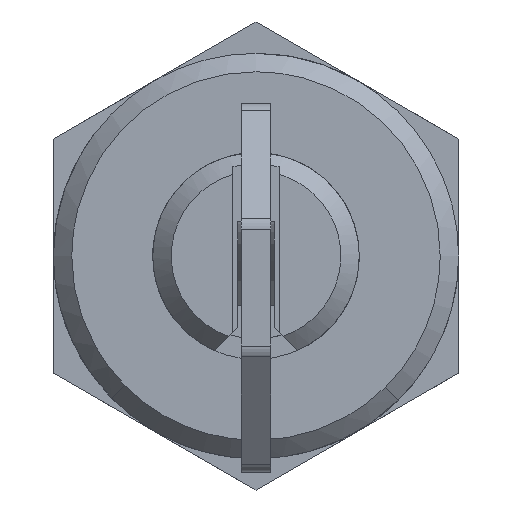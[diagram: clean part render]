
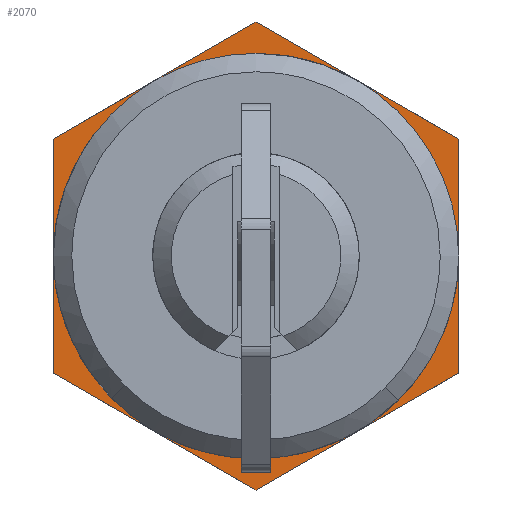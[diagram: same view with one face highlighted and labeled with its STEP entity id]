
A CAD part, front view. The second image highlights one B-rep face of the part: STEP entity #2070.
In plain terms, the highlighted free-form (B-spline) face has degree [1, 1] with [2, 2] control points.
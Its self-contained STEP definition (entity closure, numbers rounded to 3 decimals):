
#1508=CARTESIAN_POINT('',(5.,0.0,9.5));
#1509=VERTEX_POINT('',#1508);
#1510=CARTESIAN_POINT('',(5.,-6.808,6.626));
#1511=VERTEX_POINT('',#1510);
#1512=CARTESIAN_POINT('',(5.,0.0,9.5));
#1513=CARTESIAN_POINT('',(5.,-0.672,9.5));
#1514=CARTESIAN_POINT('',(5.,-1.898,9.369));
#1515=CARTESIAN_POINT('',(5.,-3.68,8.819));
#1516=CARTESIAN_POINT('',(5.,-5.33,7.945));
#1517=CARTESIAN_POINT('',(5.,-6.34,7.107));
#1518=CARTESIAN_POINT('',(5.,-6.808,6.626));
#1519=B_SPLINE_CURVE_WITH_KNOTS('',3,(#1512,#1513,#1514,#1515,#1516,#1517,#1518),.UNSPECIFIED.,.F.,.U.,(4,1,1,1,4),(0.,2.016,3.677,5.574,7.59),.UNSPECIFIED.);
#1520=EDGE_CURVE('',#1509,#1511,#1519,.T.);
#1522=CARTESIAN_POINT('',(5.,9.5,0.));
#1523=VERTEX_POINT('',#1522);
#1524=CARTESIAN_POINT('',(5.,9.5,0.));
#1525=CARTESIAN_POINT('',(5.,9.5,0.622));
#1526=CARTESIAN_POINT('',(5.,9.374,1.904));
#1527=CARTESIAN_POINT('',(5.,8.83,3.658));
#1528=CARTESIAN_POINT('',(5.,7.929,5.344));
#1529=CARTESIAN_POINT('',(5.,6.788,6.734));
#1530=CARTESIAN_POINT('',(5.,5.431,7.847));
#1531=CARTESIAN_POINT('',(5.,3.978,8.683));
#1532=CARTESIAN_POINT('',(5.,2.176,9.327));
#1533=CARTESIAN_POINT('',(5.,0.777,9.5));
#1534=CARTESIAN_POINT('',(5.,0.0,9.5));
#1535=B_SPLINE_CURVE_WITH_KNOTS('',3,(#1524,#1525,#1526,#1527,#1528,#1529,#1530,#1531,#1532,#1533,#1534),.UNSPECIFIED.,.F.,.U.,(4,1,1,1,1,1,1,1,4),(0.,1.865,3.847,5.479,7.578,9.21,10.726,12.591,14.923),.UNSPECIFIED.);
#1536=EDGE_CURVE('',#1523,#1509,#1535,.T.);
#1538=CARTESIAN_POINT('',(5.,0.0,-9.5));
#1539=VERTEX_POINT('',#1538);
#1540=CARTESIAN_POINT('',(5.,0.0,-9.5));
#1541=CARTESIAN_POINT('',(5.,0.622,-9.5));
#1542=CARTESIAN_POINT('',(5.,1.71,-9.393));
#1543=CARTESIAN_POINT('',(5.,3.55,-8.884));
#1544=CARTESIAN_POINT('',(5.,5.19,-8.046));
#1545=CARTESIAN_POINT('',(5.,6.728,-6.783));
#1546=CARTESIAN_POINT('',(5.,7.809,-5.499));
#1547=CARTESIAN_POINT('',(5.,8.605,-4.113));
#1548=CARTESIAN_POINT('',(5.,9.292,-2.331));
#1549=CARTESIAN_POINT('',(5.,9.5,-0.933));
#1550=CARTESIAN_POINT('',(5.,9.5,0.));
#1551=B_SPLINE_CURVE_WITH_KNOTS('',3,(#1540,#1541,#1542,#1543,#1544,#1545,#1546,#1547,#1548,#1549,#1550),.UNSPECIFIED.,.F.,.U.,(4,1,1,1,1,1,1,1,4),(0.,1.865,3.264,5.713,7.345,9.21,10.726,12.125,14.923),.UNSPECIFIED.);
#1552=EDGE_CURVE('',#1539,#1523,#1551,.T.);
#1554=CARTESIAN_POINT('',(5.,-7.004,-6.418));
#1555=VERTEX_POINT('',#1554);
#1556=CARTESIAN_POINT('',(5.,-7.004,-6.418));
#1557=CARTESIAN_POINT('',(5.,-6.339,-7.144));
#1558=CARTESIAN_POINT('',(5.,-5.203,-8.05));
#1559=CARTESIAN_POINT('',(5.,-3.386,-8.921));
#1560=CARTESIAN_POINT('',(5.,-1.805,-9.384));
#1561=CARTESIAN_POINT('',(5.,-0.615,-9.5));
#1562=CARTESIAN_POINT('',(5.,0.0,-9.5));
#1563=B_SPLINE_CURVE_WITH_KNOTS('',3,(#1556,#1557,#1558,#1559,#1560,#1561,#1562),.UNSPECIFIED.,.F.,.U.,(4,1,1,1,4),(0.,2.953,4.307,6.03,7.876),.UNSPECIFIED.);
#1564=EDGE_CURVE('',#1555,#1539,#1563,.T.);
#1651=CARTESIAN_POINT('',(5.,-9.5,0.));
#1652=VERTEX_POINT('',#1651);
#1653=CARTESIAN_POINT('',(5.,-6.808,6.626));
#1654=CARTESIAN_POINT('',(5.,-7.288,6.133));
#1655=CARTESIAN_POINT('',(5.,-7.973,5.255));
#1656=CARTESIAN_POINT('',(5.,-8.71,3.869));
#1657=CARTESIAN_POINT('',(5.,-9.313,2.215));
#1658=CARTESIAN_POINT('',(5.,-9.5,0.878));
#1659=CARTESIAN_POINT('',(5.,-9.5,0.));
#1660=B_SPLINE_CURVE_WITH_KNOTS('',3,(#1653,#1654,#1655,#1656,#1657,#1658,#1659),.UNSPECIFIED.,.F.,.U.,(4,1,1,1,4),(0.,2.062,3.322,4.697,7.332),.UNSPECIFIED.);
#1661=EDGE_CURVE('',#1511,#1652,#1660,.T.);
#1686=CARTESIAN_POINT('',(5.,-9.5,0.));
#1687=CARTESIAN_POINT('',(5.,-9.5,-0.844));
#1688=CARTESIAN_POINT('',(5.,-9.313,-2.239));
#1689=CARTESIAN_POINT('',(5.,-8.497,-4.451));
#1690=CARTESIAN_POINT('',(5.,-7.649,-5.715));
#1691=CARTESIAN_POINT('',(5.,-7.004,-6.418));
#1692=B_SPLINE_CURVE_WITH_KNOTS('',3,(#1686,#1687,#1688,#1689,#1690,#1691),.UNSPECIFIED.,.F.,.U.,(4,1,1,4),(0.,2.532,4.184,7.047),.UNSPECIFIED.);
#1693=EDGE_CURVE('',#1652,#1555,#1692,.T.);
#2013=CARTESIAN_POINT('',(5.,-12.099,13.971));
#2014=CARTESIAN_POINT('',(5.,12.099,13.971));
#2015=CARTESIAN_POINT('',(5.,-12.099,-13.97));
#2016=CARTESIAN_POINT('',(5.,12.099,-13.97));
#2017=B_SPLINE_SURFACE_WITH_KNOTS('',1,1,((#2013,#2015),(#2014,#2016)),.UNSPECIFIED.,.F.,.F.,.U.,(2,2),(2,2),(0.0,24.198),(0.0,27.941),.UNSPECIFIED.);
#2018=CARTESIAN_POINT('',(5.,11.0,-6.351));
#2019=VERTEX_POINT('',#2018);
#2020=CARTESIAN_POINT('',(5.,11.0,6.351));
#2021=VERTEX_POINT('',#2020);
#2022=CARTESIAN_POINT('',(5.,11.0,-6.351));
#2023=CARTESIAN_POINT('',(5.,11.0,6.351));
#2024=QUASI_UNIFORM_CURVE('',1,(#2022,#2023),.UNSPECIFIED.,.F.,.U.);
#2025=EDGE_CURVE('',#2019,#2021,#2024,.T.);
#2026=ORIENTED_EDGE('',*,*,#2025,.F.);
#2027=CARTESIAN_POINT('',(5.,0.0,-12.701));
#2028=VERTEX_POINT('',#2027);
#2029=CARTESIAN_POINT('',(5.,0.0,-12.701));
#2030=CARTESIAN_POINT('',(5.,11.0,-6.351));
#2031=QUASI_UNIFORM_CURVE('',1,(#2029,#2030),.UNSPECIFIED.,.F.,.U.);
#2032=EDGE_CURVE('',#2028,#2019,#2031,.T.);
#2033=ORIENTED_EDGE('',*,*,#2032,.F.);
#2034=CARTESIAN_POINT('',(5.,-11.0,-6.351));
#2035=VERTEX_POINT('',#2034);
#2036=CARTESIAN_POINT('',(5.,-11.0,-6.351));
#2037=CARTESIAN_POINT('',(5.,0.0,-12.701));
#2038=QUASI_UNIFORM_CURVE('',1,(#2036,#2037),.UNSPECIFIED.,.F.,.U.);
#2039=EDGE_CURVE('',#2035,#2028,#2038,.T.);
#2040=ORIENTED_EDGE('',*,*,#2039,.F.);
#2041=CARTESIAN_POINT('',(5.,-11.0,6.351));
#2042=VERTEX_POINT('',#2041);
#2043=CARTESIAN_POINT('',(5.,-11.0,6.351));
#2044=CARTESIAN_POINT('',(5.,-11.0,-6.351));
#2045=QUASI_UNIFORM_CURVE('',1,(#2043,#2044),.UNSPECIFIED.,.F.,.U.);
#2046=EDGE_CURVE('',#2042,#2035,#2045,.T.);
#2047=ORIENTED_EDGE('',*,*,#2046,.F.);
#2048=CARTESIAN_POINT('',(5.,0.0,12.702));
#2049=VERTEX_POINT('',#2048);
#2050=CARTESIAN_POINT('',(5.,0.0,12.702));
#2051=CARTESIAN_POINT('',(5.,-11.0,6.351));
#2052=QUASI_UNIFORM_CURVE('',1,(#2050,#2051),.UNSPECIFIED.,.F.,.U.);
#2053=EDGE_CURVE('',#2049,#2042,#2052,.T.);
#2054=ORIENTED_EDGE('',*,*,#2053,.F.);
#2055=CARTESIAN_POINT('',(5.,11.0,6.351));
#2056=CARTESIAN_POINT('',(5.,0.0,12.702));
#2057=QUASI_UNIFORM_CURVE('',1,(#2055,#2056),.UNSPECIFIED.,.F.,.U.);
#2058=EDGE_CURVE('',#2021,#2049,#2057,.T.);
#2059=ORIENTED_EDGE('',*,*,#2058,.F.);
#2060=EDGE_LOOP('',(#2026,#2033,#2040,#2047,#2054,#2059));
#2061=FACE_OUTER_BOUND('',#2060,.T.);
#2062=ORIENTED_EDGE('',*,*,#1552,.T.);
#2063=ORIENTED_EDGE('',*,*,#1536,.T.);
#2064=ORIENTED_EDGE('',*,*,#1520,.T.);
#2065=ORIENTED_EDGE('',*,*,#1661,.T.);
#2066=ORIENTED_EDGE('',*,*,#1693,.T.);
#2067=ORIENTED_EDGE('',*,*,#1564,.T.);
#2068=EDGE_LOOP('',(#2062,#2063,#2064,#2065,#2066,#2067));
#2069=FACE_BOUND('',#2068,.T.);
#2070=ADVANCED_FACE('',(#2061,#2069),#2017,.T.);
